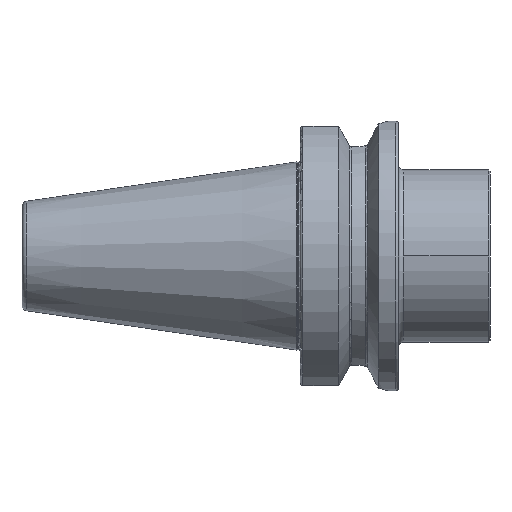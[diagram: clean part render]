
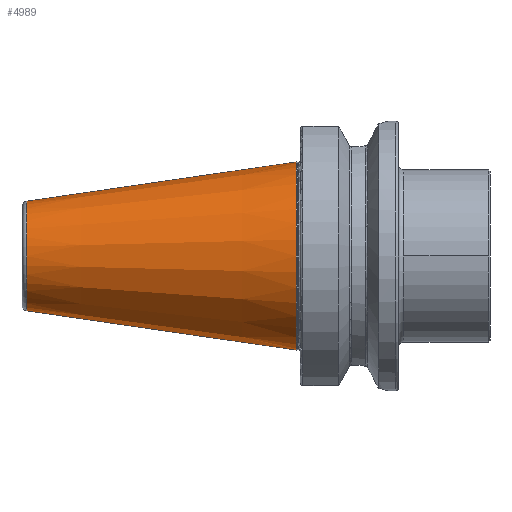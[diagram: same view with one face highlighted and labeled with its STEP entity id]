
A CAD part, front view. The second image highlights one B-rep face of the part: STEP entity #4989.
In plain terms, the highlighted conical face has half-angle 8.297 degrees and reference radius 34.925 mm.
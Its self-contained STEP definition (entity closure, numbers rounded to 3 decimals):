
#22 = VERTEX_POINT ( 'NONE', #1588 ) ;
#41 = LINE ( 'NONE', #3911, #610 ) ;
#94 = CARTESIAN_POINT ( 'NONE',  ( 0., 0., -34.925 ) ) ;
#115 = CIRCLE ( 'NONE', #1174, 34.925 ) ;
#120 = CARTESIAN_POINT ( 'NONE',  ( 0., 0., 0. ) ) ;
#219 = EDGE_LOOP ( 'NONE', ( #4029, #4350, #2395, #1563 ) ) ;
#584 = AXIS2_PLACEMENT_3D ( 'NONE', #1320, #2322, #2789 ) ;
#610 = VECTOR ( 'NONE', #3468, 1000. ) ;
#1174 = AXIS2_PLACEMENT_3D ( 'NONE', #1314, #4965, #2238 ) ;
#1299 = VERTEX_POINT ( 'NONE', #1677 ) ;
#1314 = CARTESIAN_POINT ( 'NONE',  ( 0., 0., 0. ) ) ;
#1320 = CARTESIAN_POINT ( 'NONE',  ( -100.089, 0., 0. ) ) ;
#1424 = VERTEX_POINT ( 'NONE', #1457 ) ;
#1457 = CARTESIAN_POINT ( 'NONE',  ( -100.089, 0., -20.329 ) ) ;
#1563 = ORIENTED_EDGE ( 'NONE', *, *, #3853, .T. ) ;
#1588 = CARTESIAN_POINT ( 'NONE',  ( -100.089, 0., 20.329 ) ) ;
#1677 = CARTESIAN_POINT ( 'NONE',  ( 0., 0., 34.925 ) ) ;
#2115 = CIRCLE ( 'NONE', #584, 20.329 ) ;
#2238 = DIRECTION ( 'NONE',  ( 0., 0., 1. ) ) ;
#2322 = DIRECTION ( 'NONE',  ( -1., 0., 0. ) ) ;
#2350 = EDGE_CURVE ( 'NONE', #1424, #5541, #4903, .T. ) ;
#2395 = ORIENTED_EDGE ( 'NONE', *, *, #2350, .T. ) ;
#2592 = DIRECTION ( 'NONE',  ( 0.99, 0., -0.144 ) ) ;
#2789 = DIRECTION ( 'NONE',  ( 0., 0., 1. ) ) ;
#2971 = EDGE_CURVE ( 'NONE', #22, #1299, #41, .T. ) ;
#3248 = EDGE_CURVE ( 'NONE', #1424, #22, #2115, .T. ) ;
#3326 = DIRECTION ( 'NONE',  ( 1., 0., 0. ) ) ;
#3468 = DIRECTION ( 'NONE',  ( 0.99, 0., 0.144 ) ) ;
#3853 = EDGE_CURVE ( 'NONE', #5541, #1299, #115, .T. ) ;
#3911 = CARTESIAN_POINT ( 'NONE',  ( 0., 0., 34.925 ) ) ;
#3916 = DIRECTION ( 'NONE',  ( 0., 0., -1. ) ) ;
#4029 = ORIENTED_EDGE ( 'NONE', *, *, #2971, .F. ) ;
#4350 = ORIENTED_EDGE ( 'NONE', *, *, #3248, .F. ) ;
#4650 = AXIS2_PLACEMENT_3D ( 'NONE', #120, #3326, #3916 ) ;
#4699 = CONICAL_SURFACE ( 'NONE', #4650, 34.925, 0.145 ) ;
#4903 = LINE ( 'NONE', #5288, #5113 ) ;
#4965 = DIRECTION ( 'NONE',  ( -1., 0., 0. ) ) ;
#4989 = ADVANCED_FACE ( 'NONE', ( #5882 ), #4699, .T. ) ;
#5113 = VECTOR ( 'NONE', #2592, 1000. ) ;
#5288 = CARTESIAN_POINT ( 'NONE',  ( 0., 0., -34.925 ) ) ;
#5541 = VERTEX_POINT ( 'NONE', #94 ) ;
#5882 = FACE_OUTER_BOUND ( 'NONE', #219, .T. ) ;
